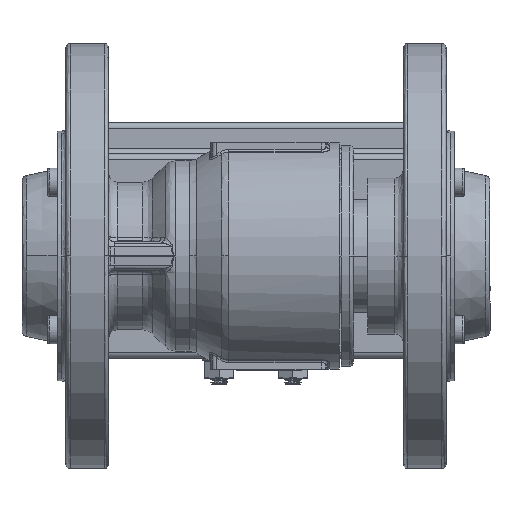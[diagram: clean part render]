
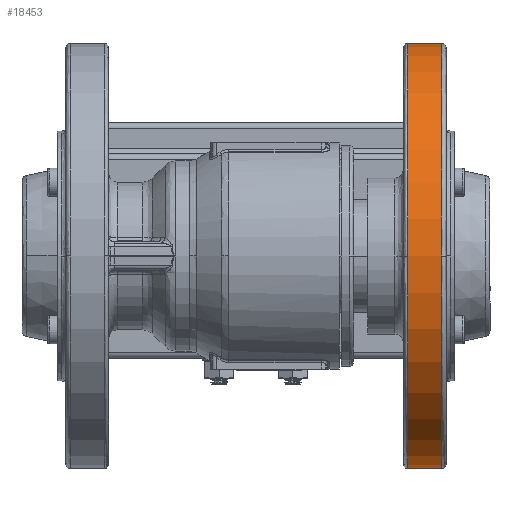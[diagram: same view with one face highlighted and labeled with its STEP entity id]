
A CAD part, front view. The second image highlights one B-rep face of the part: STEP entity #18453.
In plain terms, the highlighted cylindrical face has radius 75 mm (diameter 150 mm), a partial arc.
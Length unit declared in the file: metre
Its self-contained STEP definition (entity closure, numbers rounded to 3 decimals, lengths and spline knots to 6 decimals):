
#1165 = EDGE_CURVE ( 'NONE', #9454, #27782, #14017, .T. ) ;
#1178 = EDGE_LOOP ( 'NONE', ( #61819, #49704, #53491, #68273 ) ) ;
#4268 = VECTOR ( 'NONE', #32145, 1. ) ;
#8720 = CARTESIAN_POINT ( 'NONE',  ( 0.033369, -0.018581, 0.077 ) ) ;
#9454 = VERTEX_POINT ( 'NONE', #63685 ) ;
#10435 = CARTESIAN_POINT ( 'NONE',  ( 0.027369, -0.018581, 0.152 ) ) ;
#10999 = CARTESIAN_POINT ( 'NONE',  ( 0.021369, -0.018581, 0.077 ) ) ;
#11213 = DIRECTION ( 'NONE',  ( 0., 0., -1. ) ) ;
#13846 = EDGE_CURVE ( 'NONE', #20438, #35422, #73283, .T. ) ;
#14017 = LINE ( 'NONE', #61834, #4268 ) ;
#16448 = CIRCLE ( 'NONE', #55878, 0.075 ) ;
#18453 = ADVANCED_FACE ( 'NONE', ( #22039 ), #69469, .T. ) ;
#20438 = VERTEX_POINT ( 'NONE', #10999 ) ;
#21963 = DIRECTION ( 'NONE',  ( 0., 0., -1. ) ) ;
#22039 = FACE_OUTER_BOUND ( 'NONE', #1178, .T. ) ;
#27782 = VERTEX_POINT ( 'NONE', #38197 ) ;
#28192 = CIRCLE ( 'NONE', #75165, 0.075 ) ;
#31588 = DIRECTION ( 'NONE',  ( 1., 0., 0. ) ) ;
#32145 = DIRECTION ( 'NONE',  ( -1., 0., 0. ) ) ;
#32376 = CARTESIAN_POINT ( 'NONE',  ( 0.027369, -0.018581, 0.077 ) ) ;
#35422 = VERTEX_POINT ( 'NONE', #8720 ) ;
#38197 = CARTESIAN_POINT ( 'NONE',  ( 0.021369, -0.018581, 0.227 ) ) ;
#38709 = DIRECTION ( 'NONE',  ( 0., 0., -1. ) ) ;
#38977 = CARTESIAN_POINT ( 'NONE',  ( 0.033369, -0.018581, 0.152 ) ) ;
#45097 = DIRECTION ( 'NONE',  ( -1., 0., 0. ) ) ;
#46920 = VECTOR ( 'NONE', #31588, 1. ) ;
#49704 = ORIENTED_EDGE ( 'NONE', *, *, #13846, .T. ) ;
#53491 = ORIENTED_EDGE ( 'NONE', *, *, #68340, .T. ) ;
#55878 = AXIS2_PLACEMENT_3D ( 'NONE', #38977, #45097, #21963 ) ;
#58907 = AXIS2_PLACEMENT_3D ( 'NONE', #10435, #75634, #11213 ) ;
#61819 = ORIENTED_EDGE ( 'NONE', *, *, #63674, .T. ) ;
#61834 = CARTESIAN_POINT ( 'NONE',  ( 0.027369, -0.018581, 0.227 ) ) ;
#63674 = EDGE_CURVE ( 'NONE', #27782, #20438, #28192, .T. ) ;
#63685 = CARTESIAN_POINT ( 'NONE',  ( 0.033369, -0.018581, 0.227 ) ) ;
#66853 = DIRECTION ( 'NONE',  ( 1., 0., 0. ) ) ;
#68273 = ORIENTED_EDGE ( 'NONE', *, *, #1165, .T. ) ;
#68340 = EDGE_CURVE ( 'NONE', #35422, #9454, #16448, .T. ) ;
#69469 = CYLINDRICAL_SURFACE ( 'NONE', #58907, 0.075 ) ;
#73283 = LINE ( 'NONE', #32376, #46920 ) ;
#74180 = CARTESIAN_POINT ( 'NONE',  ( 0.021369, -0.018581, 0.152 ) ) ;
#75165 = AXIS2_PLACEMENT_3D ( 'NONE', #74180, #66853, #38709 ) ;
#75634 = DIRECTION ( 'NONE',  ( 1., 0., 0. ) ) ;
